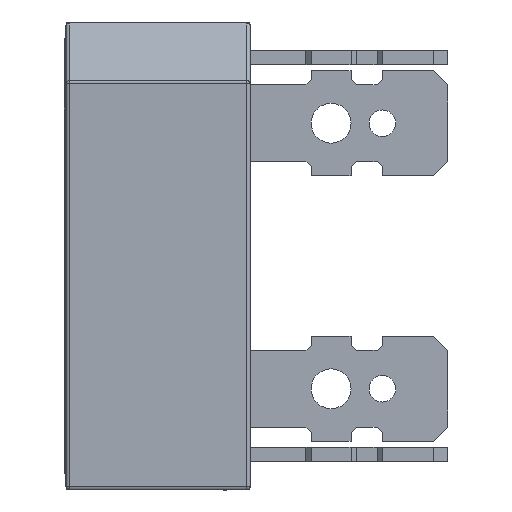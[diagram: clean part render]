
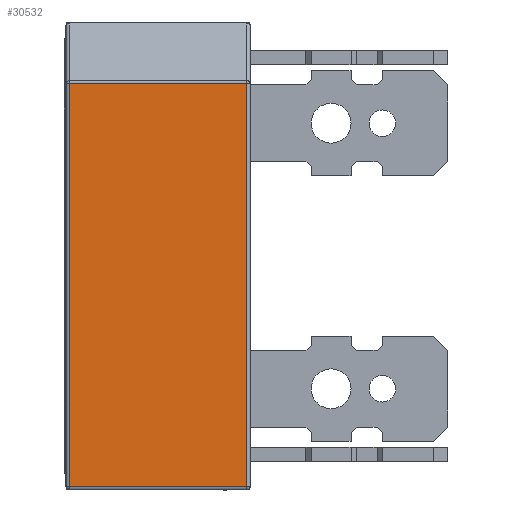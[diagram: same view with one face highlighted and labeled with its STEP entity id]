
A CAD part, left-side view. The second image highlights one B-rep face of the part: STEP entity #30532.
In plain terms, the highlighted planar face has unit normal (-1, 0, 0).
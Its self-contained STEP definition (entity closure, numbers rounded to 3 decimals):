
#188 = DIRECTION ( 'NONE',  ( 0., 0., 1. ) ) ;
#721 = CARTESIAN_POINT ( 'NONE',  ( -14.1, 11., -1.533 ) ) ;
#998 = DIRECTION ( 'NONE',  ( 1., 0., 0. ) ) ;
#1578 = AXIS2_PLACEMENT_3D ( 'NONE', #9376, #998, #25768 ) ;
#5158 = LINE ( 'NONE', #13703, #20299 ) ;
#6603 = VERTEX_POINT ( 'NONE', #19761 ) ;
#8404 = CARTESIAN_POINT ( 'NONE',  ( -14.1, 11., -25.85 ) ) ;
#9072 = EDGE_CURVE ( 'NONE', #10839, #12927, #11573, .T. ) ;
#9376 = CARTESIAN_POINT ( 'NONE',  ( -14.1, 11.2, -26.05 ) ) ;
#10839 = VERTEX_POINT ( 'NONE', #23677 ) ;
#11573 = LINE ( 'NONE', #16990, #19294 ) ;
#11899 = ORIENTED_EDGE ( 'NONE', *, *, #22026, .T. ) ;
#12927 = VERTEX_POINT ( 'NONE', #721 ) ;
#13184 = ORIENTED_EDGE ( 'NONE', *, *, #31722, .T. ) ;
#13477 = ORIENTED_EDGE ( 'NONE', *, *, #16877, .T. ) ;
#13674 = PLANE ( 'NONE',  #1578 ) ;
#13703 = CARTESIAN_POINT ( 'NONE',  ( -14.1, 11.2, -25.85 ) ) ;
#16022 = VERTEX_POINT ( 'NONE', #8404 ) ;
#16608 = FACE_OUTER_BOUND ( 'NONE', #17616, .T. ) ;
#16813 = DIRECTION ( 'NONE',  ( 0., 1., 0. ) ) ;
#16877 = EDGE_CURVE ( 'NONE', #12927, #16022, #30235, .T. ) ;
#16990 = CARTESIAN_POINT ( 'NONE',  ( -14.1, 11.2, -1.533 ) ) ;
#17616 = EDGE_LOOP ( 'NONE', ( #13184, #11899, #32025, #13477 ) ) ;
#19294 = VECTOR ( 'NONE', #16813, 1000. ) ;
#19335 = CARTESIAN_POINT ( 'NONE',  ( -14.1, 0.3, -26.05 ) ) ;
#19761 = CARTESIAN_POINT ( 'NONE',  ( -14.1, 0.3, -25.85 ) ) ;
#20299 = VECTOR ( 'NONE', #29538, 1000. ) ;
#22026 = EDGE_CURVE ( 'NONE', #6603, #10839, #32201, .T. ) ;
#23677 = CARTESIAN_POINT ( 'NONE',  ( -14.1, 0.3, -1.533 ) ) ;
#25646 = CARTESIAN_POINT ( 'NONE',  ( -14.1, 11., -26.05 ) ) ;
#25748 = VECTOR ( 'NONE', #33580, 1000. ) ;
#25768 = DIRECTION ( 'NONE',  ( 0., 0., -1. ) ) ;
#29538 = DIRECTION ( 'NONE',  ( 0., -1., 0. ) ) ;
#30235 = LINE ( 'NONE', #25646, #25748 ) ;
#30532 = ADVANCED_FACE ( 'NONE', ( #16608 ), #13674, .F. ) ;
#31722 = EDGE_CURVE ( 'NONE', #16022, #6603, #5158, .T. ) ;
#32025 = ORIENTED_EDGE ( 'NONE', *, *, #9072, .T. ) ;
#32201 = LINE ( 'NONE', #19335, #32386 ) ;
#32386 = VECTOR ( 'NONE', #188, 1000. ) ;
#33580 = DIRECTION ( 'NONE',  ( 0., 0., -1. ) ) ;
